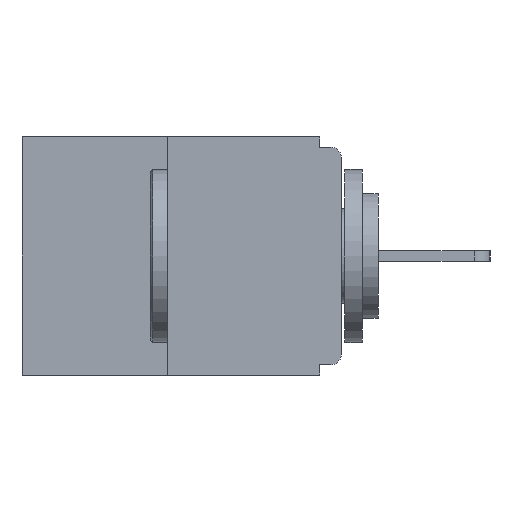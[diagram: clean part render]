
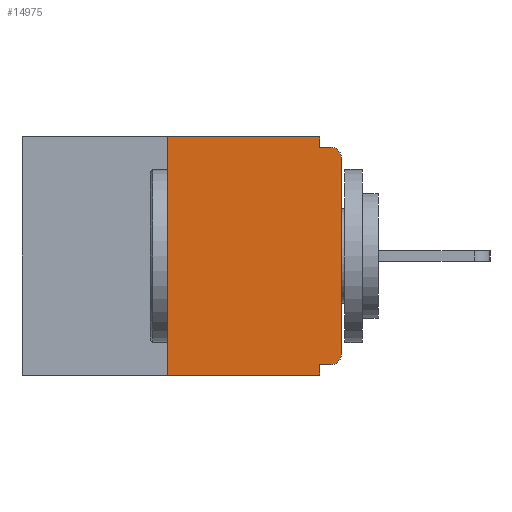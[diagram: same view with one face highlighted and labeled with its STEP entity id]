
A CAD part, left-side view. The second image highlights one B-rep face of the part: STEP entity #14975.
In plain terms, the highlighted planar face has unit normal (-1, 0, 0).
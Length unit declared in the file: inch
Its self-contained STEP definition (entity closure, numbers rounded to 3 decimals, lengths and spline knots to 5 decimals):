
#14 = CARTESIAN_POINT ( 'NONE',  ( 0., 0.015, -0.015 ) ) ;
#516 = CARTESIAN_POINT ( 'NONE',  ( 0., 0.46, -0.343 ) ) ;
#622 = CARTESIAN_POINT ( 'NONE',  ( 0., 0.031, -0.015 ) ) ;
#1135 = DIRECTION ( 'NONE',  ( 0., 1., 0. ) ) ;
#1217 = DIRECTION ( 'NONE',  ( -1., 0., 0. ) ) ;
#1503 = EDGE_CURVE ( 'NONE', #13829, #7761, #7549, .T. ) ;
#1765 = VECTOR ( 'NONE', #11638, 39.37008 ) ;
#1798 = AXIS2_PLACEMENT_3D ( 'NONE', #21739, #17872, #21406 ) ;
#1845 = VERTEX_POINT ( 'NONE', #9293 ) ;
#2508 = LINE ( 'NONE', #22252, #1765 ) ;
#2915 = CARTESIAN_POINT ( 'NONE',  ( 0., 0.031, -0.328 ) ) ;
#3064 = CARTESIAN_POINT ( 'NONE',  ( 0., 0.031, 0. ) ) ;
#5055 = ORIENTED_EDGE ( 'NONE', *, *, #7614, .F. ) ;
#5330 = VERTEX_POINT ( 'NONE', #13308 ) ;
#6018 = VERTEX_POINT ( 'NONE', #17424 ) ;
#6184 = ORIENTED_EDGE ( 'NONE', *, *, #22238, .F. ) ;
#6237 = LINE ( 'NONE', #8004, #6983 ) ;
#6435 = LINE ( 'NONE', #15710, #13086 ) ;
#6632 = EDGE_CURVE ( 'NONE', #6018, #5330, #21239, .T. ) ;
#6983 = VECTOR ( 'NONE', #20683, 39.37008 ) ;
#7264 = EDGE_LOOP ( 'NONE', ( #21145, #23226, #12786, #18396, #21604, #19339, #9001, #9320, #6184, #5055 ) ) ;
#7549 = LINE ( 'NONE', #20230, #13962 ) ;
#7614 = EDGE_CURVE ( 'NONE', #1845, #8790, #8136, .T. ) ;
#7761 = VERTEX_POINT ( 'NONE', #12917 ) ;
#8004 = CARTESIAN_POINT ( 'NONE',  ( 0., 0., 0. ) ) ;
#8136 = LINE ( 'NONE', #3064, #14547 ) ;
#8360 = PLANE ( 'NONE',  #11067 ) ;
#8790 = VERTEX_POINT ( 'NONE', #622 ) ;
#9001 = ORIENTED_EDGE ( 'NONE', *, *, #21746, .T. ) ;
#9104 = VERTEX_POINT ( 'NONE', #19846 ) ;
#9293 = CARTESIAN_POINT ( 'NONE',  ( 0., 0.031, 0. ) ) ;
#9320 = ORIENTED_EDGE ( 'NONE', *, *, #16308, .T. ) ;
#9449 = DIRECTION ( 'NONE',  ( 0., 0., -1. ) ) ;
#9605 = VERTEX_POINT ( 'NONE', #14 ) ;
#10503 = VERTEX_POINT ( 'NONE', #21476 ) ;
#10969 = EDGE_CURVE ( 'NONE', #10503, #1845, #14446, .T. ) ;
#11067 = AXIS2_PLACEMENT_3D ( 'NONE', #13877, #21161, #21038 ) ;
#11188 = DIRECTION ( 'NONE',  ( 0., -1., 0. ) ) ;
#11273 = VECTOR ( 'NONE', #11188, 39.37008 ) ;
#11638 = DIRECTION ( 'NONE',  ( 0., 0., 1. ) ) ;
#11643 = LINE ( 'NONE', #516, #17910 ) ;
#11898 = DIRECTION ( 'NONE',  ( 0., 0., -1. ) ) ;
#12453 = CARTESIAN_POINT ( 'NONE',  ( 0., 0.25, -0.343 ) ) ;
#12786 = ORIENTED_EDGE ( 'NONE', *, *, #18232, .T. ) ;
#12917 = CARTESIAN_POINT ( 'NONE',  ( 0., 0.031, -0.343 ) ) ;
#13086 = VECTOR ( 'NONE', #1135, 39.37008 ) ;
#13308 = CARTESIAN_POINT ( 'NONE',  ( 0., 0., -0.313 ) ) ;
#13829 = VERTEX_POINT ( 'NONE', #2915 ) ;
#13877 = CARTESIAN_POINT ( 'NONE',  ( 0., 0.46, 0. ) ) ;
#13962 = VECTOR ( 'NONE', #9449, 39.37008 ) ;
#14446 = LINE ( 'NONE', #14889, #11273 ) ;
#14547 = VECTOR ( 'NONE', #20589, 39.37008 ) ;
#14889 = CARTESIAN_POINT ( 'NONE',  ( 0., 0.46, 0. ) ) ;
#14975 = ADVANCED_FACE ( 'NONE', ( #22441 ), #8360, .F. ) ;
#15151 = VERTEX_POINT ( 'NONE', #12453 ) ;
#15644 = EDGE_CURVE ( 'NONE', #15151, #10503, #2508, .T. ) ;
#15688 = CARTESIAN_POINT ( 'NONE',  ( 0., 0.015, -0.313 ) ) ;
#15710 = CARTESIAN_POINT ( 'NONE',  ( 0., 0., -0.328 ) ) ;
#16308 = EDGE_CURVE ( 'NONE', #9104, #9605, #19939, .T. ) ;
#16405 = CARTESIAN_POINT ( 'NONE',  ( 0., 0., -0.015 ) ) ;
#16493 = VECTOR ( 'NONE', #23328, 39.37008 ) ;
#17424 = CARTESIAN_POINT ( 'NONE',  ( 0., 0.015, -0.328 ) ) ;
#17872 = DIRECTION ( 'NONE',  ( -1., 0., 0. ) ) ;
#17910 = VECTOR ( 'NONE', #18874, 39.37008 ) ;
#18232 = EDGE_CURVE ( 'NONE', #15151, #7761, #11643, .T. ) ;
#18396 = ORIENTED_EDGE ( 'NONE', *, *, #1503, .F. ) ;
#18874 = DIRECTION ( 'NONE',  ( 0., -1., 0. ) ) ;
#18998 = AXIS2_PLACEMENT_3D ( 'NONE', #15688, #1217, #11898 ) ;
#19339 = ORIENTED_EDGE ( 'NONE', *, *, #6632, .T. ) ;
#19846 = CARTESIAN_POINT ( 'NONE',  ( 0., 0., -0.03 ) ) ;
#19939 = CIRCLE ( 'NONE', #1798, 0.015 ) ;
#20230 = CARTESIAN_POINT ( 'NONE',  ( 0., 0.031, -0.343 ) ) ;
#20589 = DIRECTION ( 'NONE',  ( 0., 0., -1. ) ) ;
#20683 = DIRECTION ( 'NONE',  ( 0., 0., 1. ) ) ;
#21038 = DIRECTION ( 'NONE',  ( 0., 0., -1. ) ) ;
#21145 = ORIENTED_EDGE ( 'NONE', *, *, #10969, .F. ) ;
#21161 = DIRECTION ( 'NONE',  ( 1., 0., 0. ) ) ;
#21239 = CIRCLE ( 'NONE', #18998, 0.015 ) ;
#21406 = DIRECTION ( 'NONE',  ( 0., 0., -1. ) ) ;
#21476 = CARTESIAN_POINT ( 'NONE',  ( 0., 0.25, 0. ) ) ;
#21574 = LINE ( 'NONE', #16405, #16493 ) ;
#21604 = ORIENTED_EDGE ( 'NONE', *, *, #22112, .F. ) ;
#21739 = CARTESIAN_POINT ( 'NONE',  ( 0., 0.015, -0.03 ) ) ;
#21746 = EDGE_CURVE ( 'NONE', #5330, #9104, #6237, .T. ) ;
#22112 = EDGE_CURVE ( 'NONE', #6018, #13829, #6435, .T. ) ;
#22238 = EDGE_CURVE ( 'NONE', #8790, #9605, #21574, .T. ) ;
#22252 = CARTESIAN_POINT ( 'NONE',  ( 0., 0.25, 0. ) ) ;
#22441 = FACE_OUTER_BOUND ( 'NONE', #7264, .T. ) ;
#23226 = ORIENTED_EDGE ( 'NONE', *, *, #15644, .F. ) ;
#23328 = DIRECTION ( 'NONE',  ( 0., -1., 0. ) ) ;
